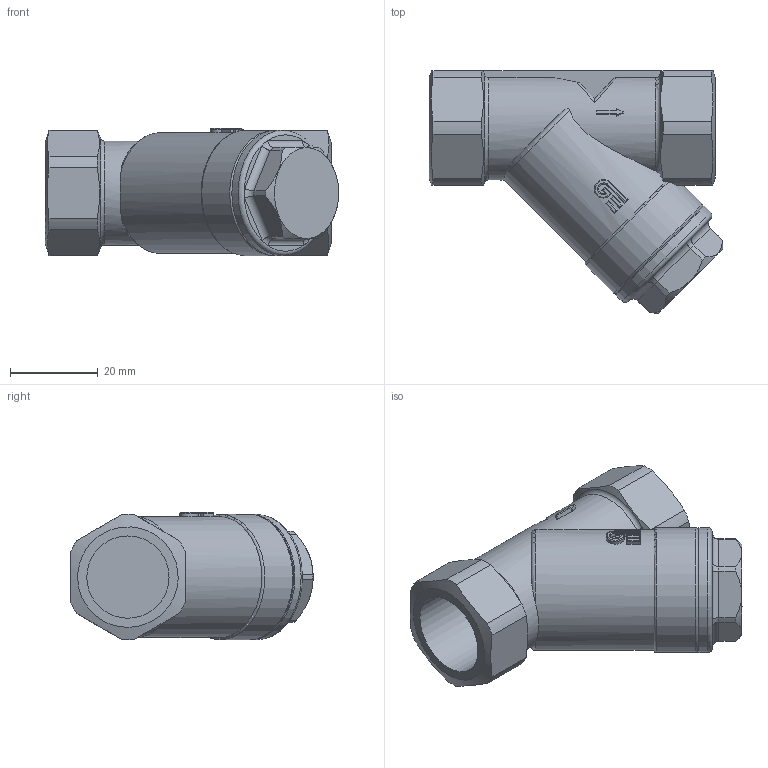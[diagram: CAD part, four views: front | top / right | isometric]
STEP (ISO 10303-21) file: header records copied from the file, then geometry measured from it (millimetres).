
FILE_DESCRIPTION((''),'2;1');
FILE_NAME('246004.stp','2013-12-05T16:08:09',('M.CANAL'),(''),'Autodesk Inventor 2013','Autodesk Inventor 2013','');
FILE_SCHEMA(('AUTOMOTIVE_DESIGN { 1 0 10303 214 1 1 1 1 }'));
Length unit declared in the file: millimetre
Products named in the file (3): 246004; body04; cap04
Assembly tree (2 placements, depth 2):
  246004
    body04
    cap04
Bounding box: 66.73 x 55.13 x 29 mm (x, y, z)
Volume: 30894.7 mm3; surface area: 15494.9 mm2
Topology: 2 solids, 2 shells, 138 faces, 363 edges, 237 vertices
Faces by surface type: plane 55, cylinder 44, torus 21, bspline 9, cone 8, sphere 1
Full cylindrical faces by diameter (mm): 18.7 x2, 23.5 x1, 28.5 x2
Entity records: 7954 total; most frequent: CARTESIAN_POINT 4700, ORIENTED_EDGE 694, DIRECTION 616, EDGE_CURVE 347, AXIS2_PLACEMENT_3D 244, VERTEX_POINT 232, EDGE_LOOP 157, FACE_OUTER_BOUND 138
